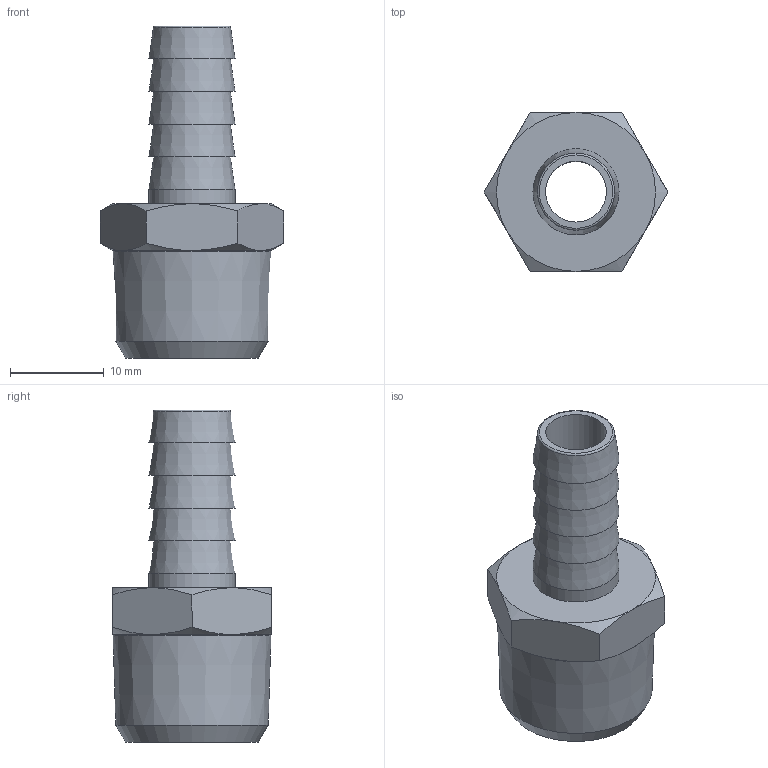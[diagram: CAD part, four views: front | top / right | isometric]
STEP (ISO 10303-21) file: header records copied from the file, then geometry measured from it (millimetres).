
FILE_DESCRIPTION(( 'RA.30C09.38.STP' ), '1');
FILE_NAME( 'RA.30C09.38.STP', '2018-10-11T15:15:49',( 'Sopra'),('sopra-pneumatic.com'), 'SwSTEP 2.0','SolidWorks 2009','' );
FILE_SCHEMA (('AUTOMOTIVE_DESIGN { 1 0 10303 214 1 1 1 1 }'));
Length unit declared in the file: millimetre
Products named in the file (2): Root; 30410
Assembly tree (1 placements, depth 2):
  Root
    30410
Bounding box: 19.63 x 17 x 35.5 mm (x, y, z)
Volume: 2662 mm3; surface area: 2711.6 mm2
Topology: 1 solids, 1 shells, 40 faces, 79 edges, 48 vertices
Faces by surface type: cone 21, plane 14, cylinder 4, torus 1
Full cylindrical faces by diameter (mm): 6.5 x1, 9.2 x1, 11.5 x1, 16.893 x1
Entity records: 1628 total; most frequent: DIRECTION 204, CARTESIAN_POINT 151, PRESENTATION_STYLE_ASSIGNMENT 127, COLOUR_RGB 127, DRAUGHTING_PRE_DEFINED_CURVE_FONT 126, CURVE_STYLE 126, OVER_RIDING_STYLED_ITEM 126, ORIENTED_EDGE 126
